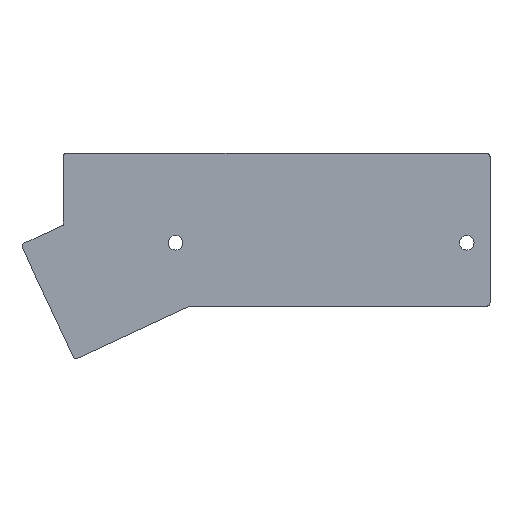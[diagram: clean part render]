
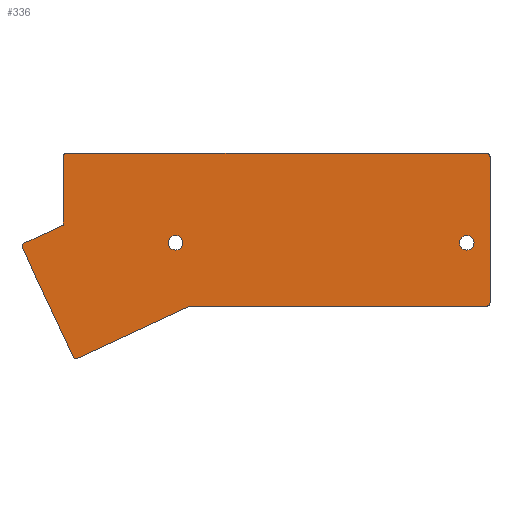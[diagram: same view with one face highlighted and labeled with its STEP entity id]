
A CAD part, top view. The second image highlights one B-rep face of the part: STEP entity #336.
In plain terms, the highlighted planar face has unit normal (0, 0, 1).
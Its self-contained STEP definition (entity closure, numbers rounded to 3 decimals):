
#15=FACE_BOUND('',#50,.T.);
#16=FACE_BOUND('',#51,.T.);
#19=PLANE('',#370);
#31=FACE_OUTER_BOUND('',#49,.T.);
#49=EDGE_LOOP('',(#236,#237,#238,#239,#240,#241,#242,#243,#244,#245,#246,
#247,#248,#249));
#50=EDGE_LOOP('',(#250));
#51=EDGE_LOOP('',(#251));
#72=LINE('',#511,#106);
#73=LINE('',#515,#107);
#74=LINE('',#517,#108);
#75=LINE('',#521,#109);
#76=LINE('',#525,#110);
#77=LINE('',#527,#111);
#78=LINE('',#529,#112);
#79=LINE('',#533,#113);
#80=LINE('',#534,#114);
#106=VECTOR('',#411,10.);
#107=VECTOR('',#414,10.);
#108=VECTOR('',#415,10.);
#109=VECTOR('',#418,10.);
#110=VECTOR('',#421,10.);
#111=VECTOR('',#422,10.);
#112=VECTOR('',#423,10.);
#113=VECTOR('',#426,10.);
#114=VECTOR('',#427,10.);
#139=CIRCLE('',#369,0.5);
#140=CIRCLE('',#371,0.5);
#141=CIRCLE('',#372,0.5);
#142=CIRCLE('',#373,0.5);
#143=CIRCLE('',#374,0.5);
#144=CIRCLE('',#375,1.1);
#145=CIRCLE('',#376,1.1);
#154=VERTEX_POINT('',#504);
#155=VERTEX_POINT('',#506);
#156=VERTEX_POINT('',#510);
#157=VERTEX_POINT('',#512);
#158=VERTEX_POINT('',#514);
#159=VERTEX_POINT('',#516);
#160=VERTEX_POINT('',#518);
#161=VERTEX_POINT('',#520);
#162=VERTEX_POINT('',#522);
#163=VERTEX_POINT('',#524);
#164=VERTEX_POINT('',#526);
#165=VERTEX_POINT('',#528);
#166=VERTEX_POINT('',#530);
#167=VERTEX_POINT('',#532);
#168=VERTEX_POINT('',#535);
#169=VERTEX_POINT('',#537);
#186=EDGE_CURVE('',#154,#155,#139,.T.);
#188=EDGE_CURVE('',#156,#154,#72,.T.);
#189=EDGE_CURVE('',#157,#156,#140,.T.);
#190=EDGE_CURVE('',#158,#157,#73,.T.);
#191=EDGE_CURVE('',#159,#158,#74,.T.);
#192=EDGE_CURVE('',#160,#159,#141,.T.);
#193=EDGE_CURVE('',#161,#160,#75,.T.);
#194=EDGE_CURVE('',#162,#161,#142,.T.);
#195=EDGE_CURVE('',#163,#162,#76,.T.);
#196=EDGE_CURVE('',#164,#163,#77,.T.);
#197=EDGE_CURVE('',#164,#165,#78,.T.);
#198=EDGE_CURVE('',#166,#165,#143,.T.);
#199=EDGE_CURVE('',#166,#167,#79,.T.);
#200=EDGE_CURVE('',#155,#167,#80,.T.);
#201=EDGE_CURVE('',#168,#168,#144,.T.);
#202=EDGE_CURVE('',#169,#169,#145,.T.);
#236=ORIENTED_EDGE('',*,*,#186,.F.);
#237=ORIENTED_EDGE('',*,*,#188,.F.);
#238=ORIENTED_EDGE('',*,*,#189,.F.);
#239=ORIENTED_EDGE('',*,*,#190,.F.);
#240=ORIENTED_EDGE('',*,*,#191,.F.);
#241=ORIENTED_EDGE('',*,*,#192,.F.);
#242=ORIENTED_EDGE('',*,*,#193,.F.);
#243=ORIENTED_EDGE('',*,*,#194,.F.);
#244=ORIENTED_EDGE('',*,*,#195,.F.);
#245=ORIENTED_EDGE('',*,*,#196,.F.);
#246=ORIENTED_EDGE('',*,*,#197,.T.);
#247=ORIENTED_EDGE('',*,*,#198,.F.);
#248=ORIENTED_EDGE('',*,*,#199,.T.);
#249=ORIENTED_EDGE('',*,*,#200,.F.);
#250=ORIENTED_EDGE('',*,*,#201,.F.);
#251=ORIENTED_EDGE('',*,*,#202,.F.);
#336=ADVANCED_FACE('',(#31,#15,#16),#19,.F.);
#369=AXIS2_PLACEMENT_3D('',#507,#406,#407);
#370=AXIS2_PLACEMENT_3D('',#509,#409,#410);
#371=AXIS2_PLACEMENT_3D('',#513,#412,#413);
#372=AXIS2_PLACEMENT_3D('',#519,#416,#417);
#373=AXIS2_PLACEMENT_3D('',#523,#419,#420);
#374=AXIS2_PLACEMENT_3D('',#531,#424,#425);
#375=AXIS2_PLACEMENT_3D('',#536,#428,#429);
#376=AXIS2_PLACEMENT_3D('',#538,#430,#431);
#406=DIRECTION('center_axis',(0.,0.,
-1.));
#407=DIRECTION('ref_axis',(-0.94,0.342,0.));
#409=DIRECTION('center_axis',(0.,0.,
-1.));
#410=DIRECTION('ref_axis',(1.,0.,0.));
#411=DIRECTION('',(-0.423,0.906,0.));
#412=DIRECTION('center_axis',(0.,0.,
-1.));
#413=DIRECTION('ref_axis',(-0.342,-0.94,0.));
#414=DIRECTION('',(-0.906,-0.423,0.));
#415=DIRECTION('',(-1.,0.,0.));
#416=DIRECTION('center_axis',(0.,0.,
-1.));
#417=DIRECTION('ref_axis',(0.707,-0.707,0.));
#418=DIRECTION('',(0.,-1.,0.));
#419=DIRECTION('center_axis',(0.,0.,
-1.));
#420=DIRECTION('ref_axis',(0.707,0.707,0.));
#421=DIRECTION('',(1.,0.,0.));
#422=DIRECTION('',(0.,1.,0.));
#423=DIRECTION('',(-1.,0.,0.));
#424=DIRECTION('center_axis',(0.,0.,
-1.));
#425=DIRECTION('ref_axis',(-0.707,0.707,0.));
#426=DIRECTION('',(0.,-1.,0.));
#427=DIRECTION('',(0.906,0.423,0.));
#428=DIRECTION('center_axis',(0.,0.,
1.));
#429=DIRECTION('ref_axis',(1.,0.,0.));
#430=DIRECTION('center_axis',(0.,0.,
1.));
#431=DIRECTION('ref_axis',(1.,0.,0.));
#504=CARTESIAN_POINT('',(11.971,-99.402,-3.));
#506=CARTESIAN_POINT('',(12.212,-98.738,-3.));
#507=CARTESIAN_POINT('Origin',(12.424,-99.191,-3.));
#509=CARTESIAN_POINT('Origin',(46.967,-102.664,-3.));
#510=CARTESIAN_POINT('',(19.599,-115.761,-3.));
#511=CARTESIAN_POINT('',(19.64,-115.85,-3.));
#512=CARTESIAN_POINT('',(20.263,-116.003,-3.));
#513=CARTESIAN_POINT('Origin',(20.052,-115.55,-3.));
#514=CARTESIAN_POINT('',(37.075,-108.164,-3.));
#515=CARTESIAN_POINT('',(42.191,-105.778,-3.));
#516=CARTESIAN_POINT('',(81.675,-108.164,-3.));
#517=CARTESIAN_POINT('',(64.571,-108.164,-3.));
#518=CARTESIAN_POINT('',(82.175,-107.664,-3.));
#519=CARTESIAN_POINT('Origin',(81.675,-107.664,-3.));
#520=CARTESIAN_POINT('',(82.175,-85.713,-3.));
#521=CARTESIAN_POINT('',(82.175,-95.889,-3.));
#522=CARTESIAN_POINT('',(81.675,-85.213,-3.));
#523=CARTESIAN_POINT('Origin',(81.675,-85.713,-3.));
#524=CARTESIAN_POINT('',(68.125,-85.213,-3.));
#525=CARTESIAN_POINT('',(39.912,-85.213,-3.));
#526=CARTESIAN_POINT('',(68.125,-85.213,-3.));
#527=CARTESIAN_POINT('',(68.125,-89.114,-3.));
#528=CARTESIAN_POINT('',(18.625,-85.213,-3.));
#529=CARTESIAN_POINT('',(32.857,-85.213,-3.));
#530=CARTESIAN_POINT('',(18.125,-85.713,-3.));
#531=CARTESIAN_POINT('Origin',(18.625,-85.713,-3.));
#532=CARTESIAN_POINT('',(18.125,-95.981,-3.));
#533=CARTESIAN_POINT('',(18.125,-89.114,-3.));
#534=CARTESIAN_POINT('',(25.508,-92.538,-3.));
#535=CARTESIAN_POINT('',(33.87,-98.639,-3.));
#536=CARTESIAN_POINT('Origin',(34.97,-98.639,-3.));
#537=CARTESIAN_POINT('',(77.575,-98.639,-3.));
#538=CARTESIAN_POINT('Origin',(78.675,-98.639,-3.));
